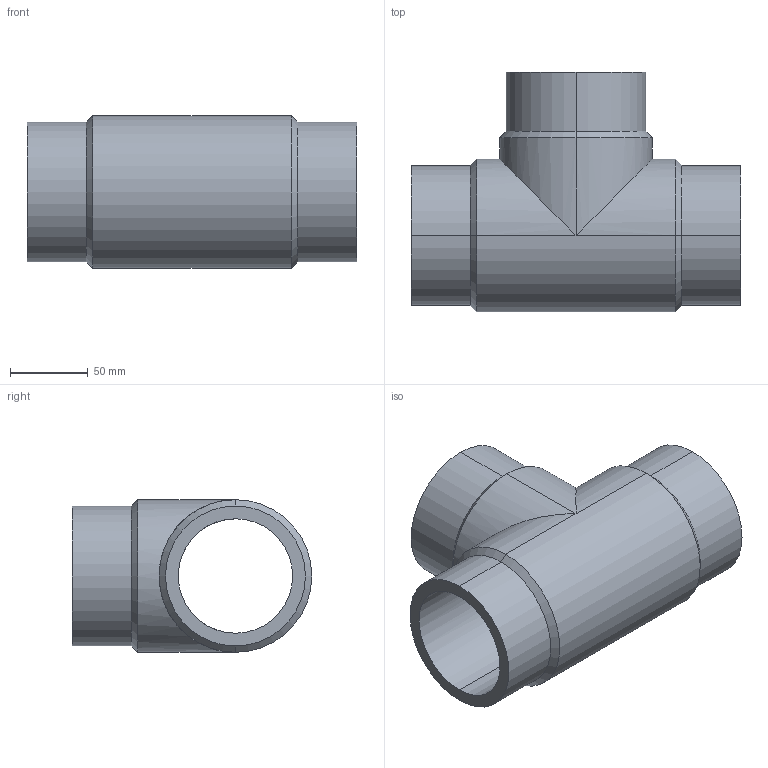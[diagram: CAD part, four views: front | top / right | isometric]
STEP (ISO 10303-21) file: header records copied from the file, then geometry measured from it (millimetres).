
FILE_DESCRIPTION (( 'STEP AP203' ), '1' );
FILE_NAME ('581246030.STEP', '2017-07-27T19:33:00', ( '' ), ( '' ), 'SwSTEP 2.0', 'SolidWorks 2017', '' );
FILE_SCHEMA (( 'CONFIG_CONTROL_DESIGN' ));
Length unit declared in the file: millimetre
Products named in the file (1): 581246030
Bounding box: 212 x 154.1 x 98.2 mm (x, y, z)
Volume: 723726 mm3; surface area: 145705.4 mm2
Topology: 1 solids, 1 shells, 25 faces, 52 edges, 28 vertices
Faces by surface type: cylinder 16, cone 6, plane 3
Entity records: 883 total; most frequent: CARTESIAN_POINT 310, ORIENTED_EDGE 104, DIRECTION 100, EDGE_CURVE 52, AXIS2_PLACEMENT_3D 50, EDGE_LOOP 28, VERTEX_POINT 28, B_SPLINE_CURVE_WITH_KNOTS 28
